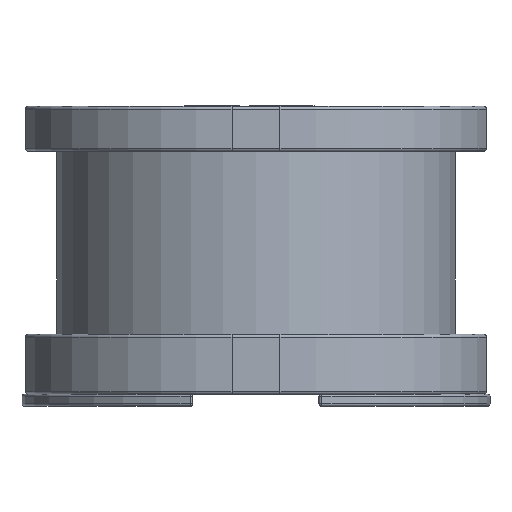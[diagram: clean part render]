
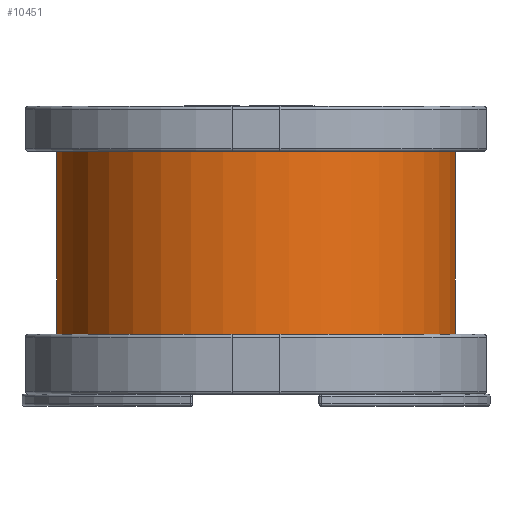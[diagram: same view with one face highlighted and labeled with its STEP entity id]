
A CAD part, front view. The second image highlights one B-rep face of the part: STEP entity #10451.
In plain terms, the highlighted cylindrical face has radius 3.325 mm (diameter 6.65 mm), a partial arc.
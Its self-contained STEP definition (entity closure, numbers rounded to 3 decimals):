
#104 = CIRCLE ( 'NONE', #10894, 3.325 ) ;
#202 = LINE ( 'NONE', #17876, #17480 ) ;
#473 = VERTEX_POINT ( 'NONE', #7954 ) ;
#1051 = CARTESIAN_POINT ( 'NONE',  ( 0., 0., 1.2 ) ) ;
#1287 = DIRECTION ( 'NONE',  ( 1., 0., 0. ) ) ;
#1415 = CYLINDRICAL_SURFACE ( 'NONE', #8423, 3.325 ) ;
#2235 = ORIENTED_EDGE ( 'NONE', *, *, #12205, .T. ) ;
#2522 = ORIENTED_EDGE ( 'NONE', *, *, #8987, .F. ) ;
#2644 = DIRECTION ( 'NONE',  ( 0., 0., 1. ) ) ;
#2786 = ORIENTED_EDGE ( 'NONE', *, *, #10117, .F. ) ;
#3007 = CARTESIAN_POINT ( 'NONE',  ( -3.325, 0., 4.25 ) ) ;
#3379 = VERTEX_POINT ( 'NONE', #5869 ) ;
#3382 = AXIS2_PLACEMENT_3D ( 'NONE', #12921, #2644, #5756 ) ;
#4637 = CARTESIAN_POINT ( 'NONE',  ( 0., 0., 1.2 ) ) ;
#5341 = DIRECTION ( 'NONE',  ( 0., 0., 1. ) ) ;
#5392 = VERTEX_POINT ( 'NONE', #16311 ) ;
#5756 = DIRECTION ( 'NONE',  ( 1., 0., 0. ) ) ;
#5869 = CARTESIAN_POINT ( 'NONE',  ( 3.316, -0.245, 4.25 ) ) ;
#6152 = VERTEX_POINT ( 'NONE', #10322 ) ;
#6167 = DIRECTION ( 'NONE',  ( 0., 0., -1. ) ) ;
#6221 = DIRECTION ( 'NONE',  ( 0., 0., -1. ) ) ;
#6843 = CIRCLE ( 'NONE', #17516, 3.325 ) ;
#7153 = DIRECTION ( 'NONE',  ( 1., 0., 0. ) ) ;
#7254 = FACE_OUTER_BOUND ( 'NONE', #17492, .T. ) ;
#7331 = DIRECTION ( 'NONE',  ( 0., 0., 1. ) ) ;
#7482 = LINE ( 'NONE', #7582, #15983 ) ;
#7582 = CARTESIAN_POINT ( 'NONE',  ( -3.325, 0., 13.655 ) ) ;
#7645 = DIRECTION ( 'NONE',  ( 1., 0., 0. ) ) ;
#7954 = CARTESIAN_POINT ( 'NONE',  ( -3.325, 0., 1.2 ) ) ;
#8423 = AXIS2_PLACEMENT_3D ( 'NONE', #17855, #6167, #15083 ) ;
#8730 = DIRECTION ( 'NONE',  ( 1., 0., 0. ) ) ;
#8987 = EDGE_CURVE ( 'NONE', #5392, #11835, #202, .T. ) ;
#9182 = DIRECTION ( 'NONE',  ( 0., 0., 1. ) ) ;
#9204 = ORIENTED_EDGE ( 'NONE', *, *, #14290, .T. ) ;
#9282 = ORIENTED_EDGE ( 'NONE', *, *, #14819, .F. ) ;
#9925 = EDGE_CURVE ( 'NONE', #12223, #473, #7482, .T. ) ;
#9941 = CIRCLE ( 'NONE', #11446, 3.325 ) ;
#10106 = CARTESIAN_POINT ( 'NONE',  ( 0., 0., 4.25 ) ) ;
#10117 = EDGE_CURVE ( 'NONE', #3379, #5392, #17518, .T. ) ;
#10130 = CARTESIAN_POINT ( 'NONE',  ( 0., 0., 4.25 ) ) ;
#10213 = AXIS2_PLACEMENT_3D ( 'NONE', #13366, #16355, #8730 ) ;
#10322 = CARTESIAN_POINT ( 'NONE',  ( -3.316, -0.245, 1.2 ) ) ;
#10451 = ADVANCED_FACE ( 'NONE', ( #7254 ), #1415, .T. ) ;
#10620 = ORIENTED_EDGE ( 'NONE', *, *, #9925, .T. ) ;
#10765 = AXIS2_PLACEMENT_3D ( 'NONE', #10130, #7331, #7153 ) ;
#10894 = AXIS2_PLACEMENT_3D ( 'NONE', #10106, #15914, #1287 ) ;
#11308 = ORIENTED_EDGE ( 'NONE', *, *, #12016, .F. ) ;
#11446 = AXIS2_PLACEMENT_3D ( 'NONE', #4637, #9182, #7645 ) ;
#11835 = VERTEX_POINT ( 'NONE', #12612 ) ;
#12016 = EDGE_CURVE ( 'NONE', #12223, #18117, #15338, .T. ) ;
#12205 = EDGE_CURVE ( 'NONE', #473, #6152, #15041, .T. ) ;
#12223 = VERTEX_POINT ( 'NONE', #3007 ) ;
#12240 = ORIENTED_EDGE ( 'NONE', *, *, #13461, .T. ) ;
#12321 = CARTESIAN_POINT ( 'NONE',  ( -3.316, -0.245, 4.25 ) ) ;
#12612 = CARTESIAN_POINT ( 'NONE',  ( 3.325, 0., 1.2 ) ) ;
#12921 = CARTESIAN_POINT ( 'NONE',  ( 0., 0., 1.2 ) ) ;
#13366 = CARTESIAN_POINT ( 'NONE',  ( 0., 0., 4.25 ) ) ;
#13461 = EDGE_CURVE ( 'NONE', #18704, #11835, #6843, .T. ) ;
#14290 = EDGE_CURVE ( 'NONE', #6152, #18704, #9941, .T. ) ;
#14616 = DIRECTION ( 'NONE',  ( 0., 0., -1. ) ) ;
#14665 = CARTESIAN_POINT ( 'NONE',  ( 3.316, -0.245, 1.2 ) ) ;
#14819 = EDGE_CURVE ( 'NONE', #18117, #3379, #104, .T. ) ;
#15041 = CIRCLE ( 'NONE', #3382, 3.325 ) ;
#15083 = DIRECTION ( 'NONE',  ( -1., 0., 0. ) ) ;
#15338 = CIRCLE ( 'NONE', #10765, 3.325 ) ;
#15914 = DIRECTION ( 'NONE',  ( 0., 0., 1. ) ) ;
#15983 = VECTOR ( 'NONE', #6221, 1000. ) ;
#16311 = CARTESIAN_POINT ( 'NONE',  ( 3.325, 0., 4.25 ) ) ;
#16355 = DIRECTION ( 'NONE',  ( 0., 0., 1. ) ) ;
#17381 = DIRECTION ( 'NONE',  ( 1., 0., 0. ) ) ;
#17480 = VECTOR ( 'NONE', #14616, 1000. ) ;
#17492 = EDGE_LOOP ( 'NONE', ( #2522, #2786, #9282, #11308, #10620, #2235, #9204, #12240 ) ) ;
#17516 = AXIS2_PLACEMENT_3D ( 'NONE', #1051, #5341, #17381 ) ;
#17518 = CIRCLE ( 'NONE', #10213, 3.325 ) ;
#17855 = CARTESIAN_POINT ( 'NONE',  ( 0., 0., 13.655 ) ) ;
#17876 = CARTESIAN_POINT ( 'NONE',  ( 3.325, 0., 13.655 ) ) ;
#18117 = VERTEX_POINT ( 'NONE', #12321 ) ;
#18704 = VERTEX_POINT ( 'NONE', #14665 ) ;
